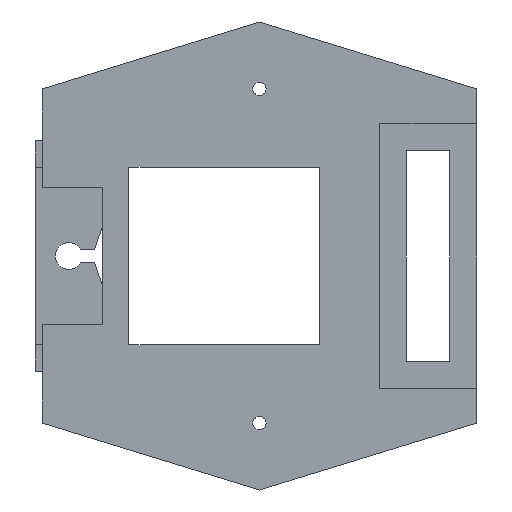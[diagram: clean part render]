
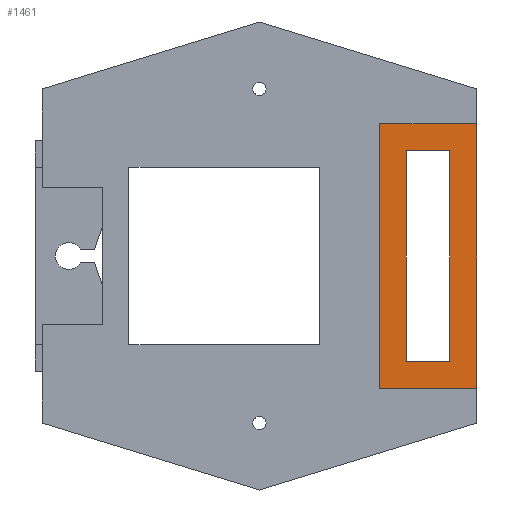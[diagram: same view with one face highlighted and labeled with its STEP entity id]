
A CAD part, front view. The second image highlights one B-rep face of the part: STEP entity #1461.
In plain terms, the highlighted planar face has unit normal (0, -1, 0).
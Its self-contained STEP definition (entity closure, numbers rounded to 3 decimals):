
#13 = VERTEX_POINT ( 'NONE', #892 ) ;
#110 = VERTEX_POINT ( 'NONE', #3029 ) ;
#162 = EDGE_LOOP ( 'NONE', ( #3518, #2348, #1022, #389 ) ) ;
#170 = DIRECTION ( 'NONE',  ( 1., 0., 0. ) ) ;
#234 = LINE ( 'NONE', #4034, #1232 ) ;
#288 = CARTESIAN_POINT ( 'NONE',  ( 755.339, -5.08, -593.651 ) ) ;
#389 = ORIENTED_EDGE ( 'NONE', *, *, #3200, .F. ) ;
#517 = CARTESIAN_POINT ( 'NONE',  ( 769.839, -5.08, -593.651 ) ) ;
#535 = DIRECTION ( 'NONE',  ( 0., 0., 1. ) ) ;
#608 = VERTEX_POINT ( 'NONE', #2794 ) ;
#763 = CARTESIAN_POINT ( 'NONE',  ( 769.839, -5.08, -554.151 ) ) ;
#796 = VERTEX_POINT ( 'NONE', #1012 ) ;
#892 = CARTESIAN_POINT ( 'NONE',  ( 769.839, -5.08, -593.651 ) ) ;
#930 = DIRECTION ( 'NONE',  ( -1., 0., 0. ) ) ;
#1012 = CARTESIAN_POINT ( 'NONE',  ( 765.839, -5.08, -589.651 ) ) ;
#1022 = ORIENTED_EDGE ( 'NONE', *, *, #2738, .F. ) ;
#1079 = ORIENTED_EDGE ( 'NONE', *, *, #2517, .F. ) ;
#1214 = VECTOR ( 'NONE', #2434, 1000. ) ;
#1232 = VECTOR ( 'NONE', #1742, 1000. ) ;
#1260 = EDGE_CURVE ( 'NONE', #608, #110, #3375, .T. ) ;
#1343 = LINE ( 'NONE', #2686, #3267 ) ;
#1348 = DIRECTION ( 'NONE',  ( 0., 0., -1. ) ) ;
#1396 = LINE ( 'NONE', #2063, #1214 ) ;
#1461 = ADVANCED_FACE ( 'NONE', ( #3872, #2151 ), #1879, .F. ) ;
#1489 = EDGE_CURVE ( 'NONE', #2354, #608, #1819, .T. ) ;
#1527 = CARTESIAN_POINT ( 'NONE',  ( 0., -5.08, 0. ) ) ;
#1528 = DIRECTION ( 'NONE',  ( 0., 0., -1. ) ) ;
#1572 = ORIENTED_EDGE ( 'NONE', *, *, #1489, .F. ) ;
#1682 = VECTOR ( 'NONE', #1348, 1000. ) ;
#1742 = DIRECTION ( 'NONE',  ( 1., 0., 0. ) ) ;
#1782 = VERTEX_POINT ( 'NONE', #763 ) ;
#1819 = LINE ( 'NONE', #2853, #2618 ) ;
#1821 = VERTEX_POINT ( 'NONE', #3416 ) ;
#1875 = LINE ( 'NONE', #3230, #3261 ) ;
#1879 = PLANE ( 'NONE',  #2914 ) ;
#2063 = CARTESIAN_POINT ( 'NONE',  ( 765.839, -5.08, -589.651 ) ) ;
#2142 = EDGE_CURVE ( 'NONE', #110, #796, #234, .T. ) ;
#2151 = FACE_OUTER_BOUND ( 'NONE', #162, .T. ) ;
#2348 = ORIENTED_EDGE ( 'NONE', *, *, #2782, .F. ) ;
#2354 = VERTEX_POINT ( 'NONE', #4257 ) ;
#2419 = VECTOR ( 'NONE', #3902, 1000. ) ;
#2434 = DIRECTION ( 'NONE',  ( 0., 0., 1. ) ) ;
#2435 = VERTEX_POINT ( 'NONE', #288 ) ;
#2517 = EDGE_CURVE ( 'NONE', #796, #2354, #1396, .T. ) ;
#2581 = LINE ( 'NONE', #517, #3842 ) ;
#2618 = VECTOR ( 'NONE', #4205, 1000. ) ;
#2667 = CARTESIAN_POINT ( 'NONE',  ( 759.339, -5.08, -589.651 ) ) ;
#2686 = CARTESIAN_POINT ( 'NONE',  ( 755.339, -5.08, -593.651 ) ) ;
#2738 = EDGE_CURVE ( 'NONE', #1782, #13, #2581, .T. ) ;
#2782 = EDGE_CURVE ( 'NONE', #13, #2435, #1343, .T. ) ;
#2794 = CARTESIAN_POINT ( 'NONE',  ( 759.339, -5.08, -558.151 ) ) ;
#2853 = CARTESIAN_POINT ( 'NONE',  ( 759.339, -5.08, -558.151 ) ) ;
#2883 = LINE ( 'NONE', #3269, #2419 ) ;
#2914 = AXIS2_PLACEMENT_3D ( 'NONE', #1527, #3891, #535 ) ;
#3029 = CARTESIAN_POINT ( 'NONE',  ( 759.339, -5.08, -589.651 ) ) ;
#3200 = EDGE_CURVE ( 'NONE', #1821, #1782, #1875, .T. ) ;
#3230 = CARTESIAN_POINT ( 'NONE',  ( 755.339, -5.08, -554.151 ) ) ;
#3261 = VECTOR ( 'NONE', #170, 1000. ) ;
#3267 = VECTOR ( 'NONE', #930, 1000. ) ;
#3269 = CARTESIAN_POINT ( 'NONE',  ( 755.339, -5.08, -593.651 ) ) ;
#3375 = LINE ( 'NONE', #2667, #1682 ) ;
#3416 = CARTESIAN_POINT ( 'NONE',  ( 755.339, -5.08, -554.151 ) ) ;
#3518 = ORIENTED_EDGE ( 'NONE', *, *, #4370, .F. ) ;
#3842 = VECTOR ( 'NONE', #1528, 1000. ) ;
#3845 = EDGE_LOOP ( 'NONE', ( #3935, #4273, #1572, #1079 ) ) ;
#3872 = FACE_BOUND ( 'NONE', #3845, .T. ) ;
#3891 = DIRECTION ( 'NONE',  ( 0., 1., 0. ) ) ;
#3902 = DIRECTION ( 'NONE',  ( 0., 0., 1. ) ) ;
#3935 = ORIENTED_EDGE ( 'NONE', *, *, #2142, .F. ) ;
#4034 = CARTESIAN_POINT ( 'NONE',  ( 759.339, -5.08, -589.651 ) ) ;
#4205 = DIRECTION ( 'NONE',  ( -1., 0., 0. ) ) ;
#4257 = CARTESIAN_POINT ( 'NONE',  ( 765.839, -5.08, -558.151 ) ) ;
#4273 = ORIENTED_EDGE ( 'NONE', *, *, #1260, .F. ) ;
#4370 = EDGE_CURVE ( 'NONE', #2435, #1821, #2883, .T. ) ;
